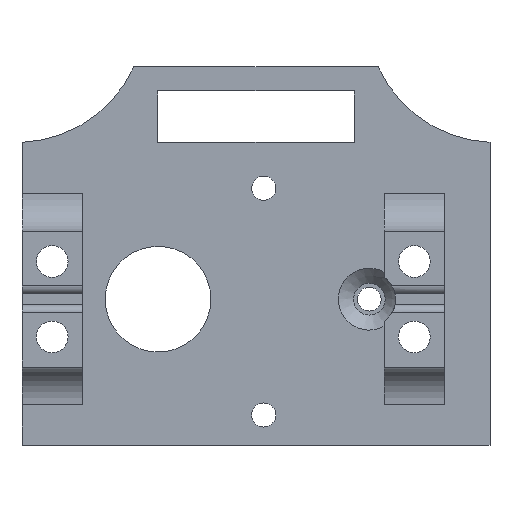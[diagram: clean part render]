
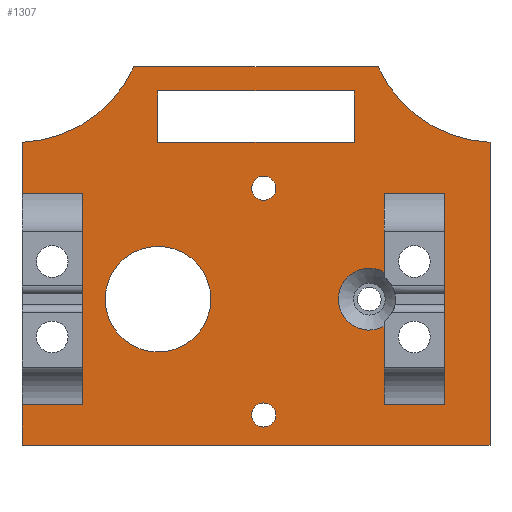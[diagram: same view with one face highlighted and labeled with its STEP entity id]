
A CAD part, front view. The second image highlights one B-rep face of the part: STEP entity #1307.
In plain terms, the highlighted planar face has unit normal (0, -1, 0).
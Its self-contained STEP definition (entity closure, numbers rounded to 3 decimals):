
#45=FACE_BOUND('',#198,.T.);
#46=FACE_BOUND('',#199,.T.);
#47=FACE_BOUND('',#200,.T.);
#48=FACE_BOUND('',#201,.T.);
#49=FACE_BOUND('',#202,.T.);
#69=PLANE('',#1438);
#122=FACE_OUTER_BOUND('',#197,.T.);
#197=EDGE_LOOP('',(#1032,#1033,#1034,#1035,#1036,#1037,#1038,#1039,#1040,
#1041));
#198=EDGE_LOOP('',(#1042,#1043,#1044,#1045,#1046,#1047));
#199=EDGE_LOOP('',(#1048));
#200=EDGE_LOOP('',(#1049));
#201=EDGE_LOOP('',(#1050));
#202=EDGE_LOOP('',(#1051,#1052,#1053,#1054));
#256=LINE('',#1919,#377);
#260=LINE('',#1926,#381);
#261=LINE('',#1929,#382);
#265=LINE('',#1935,#386);
#267=LINE('',#1938,#388);
#299=LINE('',#2109,#420);
#306=LINE('',#2128,#427);
#308=LINE('',#2133,#429);
#309=LINE('',#2135,#430);
#310=LINE('',#2137,#431);
#311=LINE('',#2139,#432);
#312=LINE('',#2141,#433);
#313=LINE('',#2142,#434);
#314=LINE('',#2144,#435);
#315=LINE('',#2146,#436);
#316=LINE('',#2148,#437);
#317=LINE('',#2149,#438);
#377=VECTOR('',#1534,10.);
#381=VECTOR('',#1540,10.);
#382=VECTOR('',#1543,10.);
#386=VECTOR('',#1549,10.);
#388=VECTOR('',#1553,10.);
#420=VECTOR('',#1679,10.);
#427=VECTOR('',#1696,10.);
#429=VECTOR('',#1702,10.);
#430=VECTOR('',#1703,10.);
#431=VECTOR('',#1704,10.);
#432=VECTOR('',#1705,10.);
#433=VECTOR('',#1706,10.);
#434=VECTOR('',#1707,10.);
#435=VECTOR('',#1708,10.);
#436=VECTOR('',#1709,10.);
#437=VECTOR('',#1710,10.);
#438=VECTOR('',#1711,10.);
#491=CIRCLE('',#1370,17.);
#492=CIRCLE('',#1372,17.);
#501=CIRCLE('',#1389,4.1);
#532=CIRCLE('',#1439,7.);
#533=CIRCLE('',#1440,1.6);
#534=CIRCLE('',#1441,1.6);
#556=VERTEX_POINT('',#1886);
#557=VERTEX_POINT('',#1888);
#558=VERTEX_POINT('',#1892);
#559=VERTEX_POINT('',#1893);
#568=VERTEX_POINT('',#1916);
#569=VERTEX_POINT('',#1918);
#571=VERTEX_POINT('',#1924);
#572=VERTEX_POINT('',#1928);
#578=VERTEX_POINT('',#1948);
#579=VERTEX_POINT('',#1952);
#627=VERTEX_POINT('',#2108);
#633=VERTEX_POINT('',#2125);
#634=VERTEX_POINT('',#2127);
#636=VERTEX_POINT('',#2134);
#637=VERTEX_POINT('',#2136);
#638=VERTEX_POINT('',#2138);
#639=VERTEX_POINT('',#2140);
#640=VERTEX_POINT('',#2143);
#641=VERTEX_POINT('',#2145);
#642=VERTEX_POINT('',#2147);
#643=VERTEX_POINT('',#2150);
#644=VERTEX_POINT('',#2152);
#645=VERTEX_POINT('',#2154);
#683=EDGE_CURVE('',#556,#557,#491,.T.);
#685=EDGE_CURVE('',#558,#559,#492,.F.);
#697=EDGE_CURVE('',#568,#569,#256,.T.);
#701=EDGE_CURVE('',#571,#568,#260,.T.);
#702=EDGE_CURVE('',#572,#569,#261,.T.);
#706=EDGE_CURVE('',#558,#556,#265,.T.);
#708=EDGE_CURVE('',#571,#572,#267,.T.);
#714=EDGE_CURVE('',#578,#579,#501,.T.);
#779=EDGE_CURVE('',#627,#579,#299,.T.);
#788=EDGE_CURVE('',#633,#634,#306,.T.);
#791=EDGE_CURVE('',#559,#634,#308,.T.);
#792=EDGE_CURVE('',#633,#636,#309,.T.);
#793=EDGE_CURVE('',#637,#636,#310,.T.);
#794=EDGE_CURVE('',#637,#638,#311,.T.);
#795=EDGE_CURVE('',#639,#638,#312,.T.);
#796=EDGE_CURVE('',#557,#639,#313,.T.);
#797=EDGE_CURVE('',#578,#640,#314,.T.);
#798=EDGE_CURVE('',#641,#640,#315,.T.);
#799=EDGE_CURVE('',#641,#642,#316,.T.);
#800=EDGE_CURVE('',#627,#642,#317,.T.);
#801=EDGE_CURVE('',#643,#643,#532,.T.);
#802=EDGE_CURVE('',#644,#644,#533,.T.);
#803=EDGE_CURVE('',#645,#645,#534,.T.);
#1032=ORIENTED_EDGE('',*,*,#706,.F.);
#1033=ORIENTED_EDGE('',*,*,#685,.T.);
#1034=ORIENTED_EDGE('',*,*,#791,.T.);
#1035=ORIENTED_EDGE('',*,*,#788,.F.);
#1036=ORIENTED_EDGE('',*,*,#792,.T.);
#1037=ORIENTED_EDGE('',*,*,#793,.F.);
#1038=ORIENTED_EDGE('',*,*,#794,.T.);
#1039=ORIENTED_EDGE('',*,*,#795,.F.);
#1040=ORIENTED_EDGE('',*,*,#796,.F.);
#1041=ORIENTED_EDGE('',*,*,#683,.F.);
#1042=ORIENTED_EDGE('',*,*,#714,.F.);
#1043=ORIENTED_EDGE('',*,*,#797,.T.);
#1044=ORIENTED_EDGE('',*,*,#798,.F.);
#1045=ORIENTED_EDGE('',*,*,#799,.T.);
#1046=ORIENTED_EDGE('',*,*,#800,.F.);
#1047=ORIENTED_EDGE('',*,*,#779,.T.);
#1048=ORIENTED_EDGE('',*,*,#801,.F.);
#1049=ORIENTED_EDGE('',*,*,#802,.F.);
#1050=ORIENTED_EDGE('',*,*,#803,.T.);
#1051=ORIENTED_EDGE('',*,*,#697,.F.);
#1052=ORIENTED_EDGE('',*,*,#701,.F.);
#1053=ORIENTED_EDGE('',*,*,#708,.T.);
#1054=ORIENTED_EDGE('',*,*,#702,.T.);
#1307=ADVANCED_FACE('',(#122,#45,#46,#47,#48,#49),#69,.F.);
#1370=AXIS2_PLACEMENT_3D('',#1889,#1505,#1506);
#1372=AXIS2_PLACEMENT_3D('',#1894,#1510,#1511);
#1389=AXIS2_PLACEMENT_3D('',#1953,#1563,#1564);
#1438=AXIS2_PLACEMENT_3D('',#2132,#1700,#1701);
#1439=AXIS2_PLACEMENT_3D('',#2151,#1712,#1713);
#1440=AXIS2_PLACEMENT_3D('',#2153,#1714,#1715);
#1441=AXIS2_PLACEMENT_3D('',#2155,#1716,#1717);
#1505=DIRECTION('center_axis',(0.,-1.,0.));
#1506=DIRECTION('ref_axis',(-0.04,0.,-0.999));
#1510=DIRECTION('center_axis',(0.,-1.,0.));
#1511=DIRECTION('ref_axis',(0.04,0.,-0.999));
#1534=DIRECTION('',(-1.,0.,0.));
#1540=DIRECTION('',(0.,0.,1.));
#1543=DIRECTION('',(0.,0.,1.));
#1549=DIRECTION('',(1.,0.,0.));
#1553=DIRECTION('',(-1.,0.,0.));
#1563=DIRECTION('center_axis',(0.,-1.,0.));
#1564=DIRECTION('ref_axis',(-1.,0.,0.));
#1679=DIRECTION('',(0.,0.,1.));
#1696=DIRECTION('',(-1.,0.,0.));
#1700=DIRECTION('center_axis',(0.,1.,0.));
#1701=DIRECTION('ref_axis',(0.,0.,1.));
#1702=DIRECTION('',(0.,0.,-1.));
#1703=DIRECTION('',(0.,0.,-1.));
#1704=DIRECTION('',(1.,0.,0.));
#1705=DIRECTION('',(0.,0.,-1.));
#1706=DIRECTION('',(-1.,0.,0.));
#1707=DIRECTION('',(0.,0.,-1.));
#1708=DIRECTION('',(0.,0.,1.));
#1709=DIRECTION('',(-1.,0.,0.));
#1710=DIRECTION('',(0.,0.,-1.));
#1711=DIRECTION('',(1.,0.,0.));
#1712=DIRECTION('center_axis',(0.,-1.,0.));
#1713=DIRECTION('ref_axis',(1.,0.,0.));
#1714=DIRECTION('center_axis',(0.,-1.,0.));
#1715=DIRECTION('ref_axis',(1.,0.,0.));
#1716=DIRECTION('center_axis',(0.,1.,0.));
#1717=DIRECTION('ref_axis',(1.,0.,0.));
#1886=CARTESIAN_POINT('',(15.182,0.,19.65));
#1888=CARTESIAN_POINT('',(30.,0.,9.65));
#1889=CARTESIAN_POINT('Origin',(30.68,0.,26.636));
#1892=CARTESIAN_POINT('',(-17.219,0.,19.65));
#1893=CARTESIAN_POINT('',(-32.037,0.,9.65));
#1894=CARTESIAN_POINT('Origin',(-32.717,0.,26.636));
#1916=CARTESIAN_POINT('',(11.982,0.,16.45));
#1918=CARTESIAN_POINT('',(-14.019,0.,16.45));
#1919=CARTESIAN_POINT('',(-17.219,0.,16.45));
#1924=CARTESIAN_POINT('',(11.982,0.,9.65));
#1926=CARTESIAN_POINT('',(11.982,0.,9.65));
#1928=CARTESIAN_POINT('',(-14.019,0.,9.65));
#1929=CARTESIAN_POINT('',(-14.019,0.,9.65));
#1935=CARTESIAN_POINT('',(-17.219,0.,19.65));
#1938=CARTESIAN_POINT('',(-15.625,0.,9.65));
#1948=CARTESIAN_POINT('',(15.963,0.,-7.55));
#1952=CARTESIAN_POINT('',(15.963,0.,-14.75));
#1953=CARTESIAN_POINT('Origin',(14.,0.,-11.15));
#2108=CARTESIAN_POINT('',(15.963,0.,-25.15));
#2109=CARTESIAN_POINT('',(15.963,0.,-1.075));
#2125=CARTESIAN_POINT('',(-24.037,0.,2.85));
#2127=CARTESIAN_POINT('',(-32.037,0.,2.85));
#2128=CARTESIAN_POINT('',(-12.019,0.,2.85));
#2132=CARTESIAN_POINT('Origin',(0.,0.,0.));
#2133=CARTESIAN_POINT('',(-32.037,0.,-0.387));
#2134=CARTESIAN_POINT('',(-24.037,0.,-25.15));
#2135=CARTESIAN_POINT('',(-24.037,0.,-10.075));
#2136=CARTESIAN_POINT('',(-32.037,0.,-25.15));
#2137=CARTESIAN_POINT('',(-16.019,0.,-25.15));
#2138=CARTESIAN_POINT('',(-32.037,0.,-30.5));
#2139=CARTESIAN_POINT('',(-32.037,0.,-0.387));
#2140=CARTESIAN_POINT('',(30.,0.,-30.5));
#2141=CARTESIAN_POINT('',(30.,0.,-30.5));
#2142=CARTESIAN_POINT('',(30.,0.,30.5));
#2143=CARTESIAN_POINT('',(15.963,0.,2.85));
#2144=CARTESIAN_POINT('',(15.963,0.,-1.075));
#2145=CARTESIAN_POINT('',(23.963,0.,2.85));
#2146=CARTESIAN_POINT('',(11.982,0.,2.85));
#2147=CARTESIAN_POINT('',(23.963,0.,-25.15));
#2148=CARTESIAN_POINT('',(23.963,0.,-10.075));
#2149=CARTESIAN_POINT('',(7.982,0.,-25.15));
#2150=CARTESIAN_POINT('',(-21.,0.,-11.15));
#2151=CARTESIAN_POINT('Origin',(-14.,0.,-11.15));
#2152=CARTESIAN_POINT('',(-1.6,0.,-26.5));
#2153=CARTESIAN_POINT('Origin',(0.,0.,-26.5));
#2154=CARTESIAN_POINT('',(1.6,0.,3.55));
#2155=CARTESIAN_POINT('Origin',(0.,0.,3.55));
